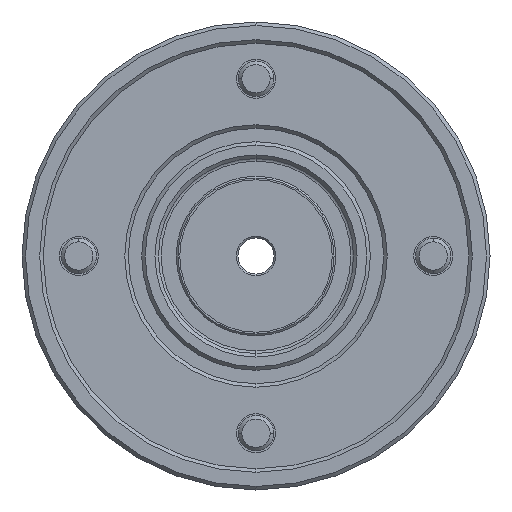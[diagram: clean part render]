
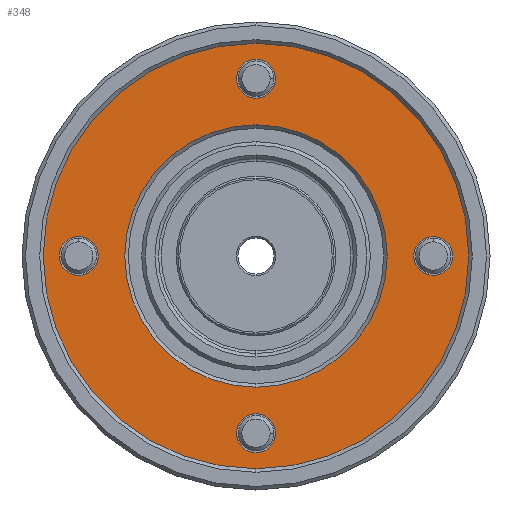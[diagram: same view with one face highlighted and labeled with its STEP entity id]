
A CAD part, left-side view. The second image highlights one B-rep face of the part: STEP entity #348.
In plain terms, the highlighted planar face has unit normal (-1, 0, 0).
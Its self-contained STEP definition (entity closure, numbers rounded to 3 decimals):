
#71 = DIRECTION ( 'NONE',  ( 1., 0., 0. ) ) ;
#155 = VERTEX_POINT ( 'NONE', #3262 ) ;
#214 = ORIENTED_EDGE ( 'NONE', *, *, #1370, .T. ) ;
#222 = DIRECTION ( 'NONE',  ( 0., 0., 1. ) ) ;
#232 = CARTESIAN_POINT ( 'NONE',  ( 5., -50., -5.5 ) ) ;
#269 = DIRECTION ( 'NONE',  ( 0., 0., -1. ) ) ;
#271 = DIRECTION ( 'NONE',  ( 1., 0., 0. ) ) ;
#336 = AXIS2_PLACEMENT_3D ( 'NONE', #1182, #4947, #1719 ) ;
#348 = ADVANCED_FACE ( 'NONE', ( #941, #5229, #2363, #2197, #782, #6308 ), #1952, .F. ) ;
#385 = VERTEX_POINT ( 'NONE', #2922 ) ;
#496 = CARTESIAN_POINT ( 'NONE',  ( 5., 0., -37. ) ) ;
#504 = AXIS2_PLACEMENT_3D ( 'NONE', #833, #4592, #1384 ) ;
#663 = ORIENTED_EDGE ( 'NONE', *, *, #6214, .T. ) ;
#671 = AXIS2_PLACEMENT_3D ( 'NONE', #4171, #930, #4683 ) ;
#782 = FACE_BOUND ( 'NONE', #3678, .T. ) ;
#796 = VERTEX_POINT ( 'NONE', #1769 ) ;
#833 = CARTESIAN_POINT ( 'NONE',  ( 5., 0., 0. ) ) ;
#914 = VERTEX_POINT ( 'NONE', #1361 ) ;
#930 = DIRECTION ( 'NONE',  ( 1., 0., 0. ) ) ;
#934 = CIRCLE ( 'NONE', #6849, 60. ) ;
#941 = FACE_BOUND ( 'NONE', #1596, .T. ) ;
#1148 = DIRECTION ( 'NONE',  ( 1., 0., 0. ) ) ;
#1182 = CARTESIAN_POINT ( 'NONE',  ( 5., -50., 0. ) ) ;
#1226 = CIRCLE ( 'NONE', #6622, 5.5 ) ;
#1253 = CARTESIAN_POINT ( 'NONE',  ( 5., 0., 37. ) ) ;
#1268 = CARTESIAN_POINT ( 'NONE',  ( 5., 50., 5.5 ) ) ;
#1310 = CIRCLE ( 'NONE', #504, 60. ) ;
#1345 = CARTESIAN_POINT ( 'NONE',  ( 5., 36., 0. ) ) ;
#1361 = CARTESIAN_POINT ( 'NONE',  ( 5., 0., -55.5 ) ) ;
#1370 = EDGE_CURVE ( 'NONE', #2092, #3207, #2826, .T. ) ;
#1384 = DIRECTION ( 'NONE',  ( 0., 0., 1. ) ) ;
#1527 = ORIENTED_EDGE ( 'NONE', *, *, #4210, .T. ) ;
#1596 = EDGE_LOOP ( 'NONE', ( #2397, #2104 ) ) ;
#1607 = CARTESIAN_POINT ( 'NONE',  ( 5., 0., 0. ) ) ;
#1652 = CARTESIAN_POINT ( 'NONE',  ( 5., 0., 50. ) ) ;
#1719 = DIRECTION ( 'NONE',  ( 0., 0., -1. ) ) ;
#1762 = ORIENTED_EDGE ( 'NONE', *, *, #5059, .T. ) ;
#1764 = EDGE_CURVE ( 'NONE', #6570, #796, #1310, .T. ) ;
#1769 = CARTESIAN_POINT ( 'NONE',  ( 5., 0., -60. ) ) ;
#1864 = DIRECTION ( 'NONE',  ( 1., 0., 0. ) ) ;
#1950 = EDGE_CURVE ( 'NONE', #2479, #914, #1226, .T. ) ;
#1952 = PLANE ( 'NONE',  #2015 ) ;
#2015 = AXIS2_PLACEMENT_3D ( 'NONE', #1345, #271, #2941 ) ;
#2067 = DIRECTION ( 'NONE',  ( 1., 0., 0. ) ) ;
#2092 = VERTEX_POINT ( 'NONE', #1268 ) ;
#2104 = ORIENTED_EDGE ( 'NONE', *, *, #3210, .T. ) ;
#2147 = DIRECTION ( 'NONE',  ( 0., 0., -1. ) ) ;
#2166 = EDGE_CURVE ( 'NONE', #385, #2181, #6839, .T. ) ;
#2181 = VERTEX_POINT ( 'NONE', #6711 ) ;
#2189 = DIRECTION ( 'NONE',  ( 0., 0., -1. ) ) ;
#2197 = FACE_BOUND ( 'NONE', #3380, .T. ) ;
#2363 = FACE_BOUND ( 'NONE', #4189, .T. ) ;
#2397 = ORIENTED_EDGE ( 'NONE', *, *, #2166, .T. ) ;
#2427 = AXIS2_PLACEMENT_3D ( 'NONE', #3265, #71, #3815 ) ;
#2479 = VERTEX_POINT ( 'NONE', #5344 ) ;
#2558 = AXIS2_PLACEMENT_3D ( 'NONE', #6733, #6056, #2947 ) ;
#2637 = ORIENTED_EDGE ( 'NONE', *, *, #1764, .T. ) ;
#2826 = CIRCLE ( 'NONE', #2558, 5.5 ) ;
#2856 = CIRCLE ( 'NONE', #2427, 5.5 ) ;
#2922 = CARTESIAN_POINT ( 'NONE',  ( 5., 0., 44.5 ) ) ;
#2941 = DIRECTION ( 'NONE',  ( 0., 0., -1. ) ) ;
#2942 = ORIENTED_EDGE ( 'NONE', *, *, #3762, .T. ) ;
#2947 = DIRECTION ( 'NONE',  ( 0., 0., -1. ) ) ;
#3207 = VERTEX_POINT ( 'NONE', #6464 ) ;
#3210 = EDGE_CURVE ( 'NONE', #2181, #385, #5393, .T. ) ;
#3262 = CARTESIAN_POINT ( 'NONE',  ( 5., -50., 5.5 ) ) ;
#3265 = CARTESIAN_POINT ( 'NONE',  ( 5., 50., 0. ) ) ;
#3285 = CIRCLE ( 'NONE', #671, 5.5 ) ;
#3332 = AXIS2_PLACEMENT_3D ( 'NONE', #6699, #3481, #269 ) ;
#3380 = EDGE_LOOP ( 'NONE', ( #6285, #214 ) ) ;
#3432 = DIRECTION ( 'NONE',  ( -1., 0., 0. ) ) ;
#3481 = DIRECTION ( 'NONE',  ( 1., 0., 0. ) ) ;
#3678 = EDGE_LOOP ( 'NONE', ( #663, #1762 ) ) ;
#3754 = VERTEX_POINT ( 'NONE', #1253 ) ;
#3762 = EDGE_CURVE ( 'NONE', #796, #6570, #934, .T. ) ;
#3815 = DIRECTION ( 'NONE',  ( 0., 0., -1. ) ) ;
#3989 = ORIENTED_EDGE ( 'NONE', *, *, #1950, .T. ) ;
#4149 = ORIENTED_EDGE ( 'NONE', *, *, #5857, .T. ) ;
#4171 = CARTESIAN_POINT ( 'NONE',  ( 5., -50., 0. ) ) ;
#4189 = EDGE_LOOP ( 'NONE', ( #4149, #3989 ) ) ;
#4210 = EDGE_CURVE ( 'NONE', #5796, #155, #6091, .T. ) ;
#4364 = CARTESIAN_POINT ( 'NONE',  ( 5., 0., 0. ) ) ;
#4563 = CIRCLE ( 'NONE', #4972, 37. ) ;
#4592 = DIRECTION ( 'NONE',  ( -1., 0., 0. ) ) ;
#4683 = DIRECTION ( 'NONE',  ( 0., 0., -1. ) ) ;
#4901 = DIRECTION ( 'NONE',  ( 0., 0., -1. ) ) ;
#4947 = DIRECTION ( 'NONE',  ( 1., 0., 0. ) ) ;
#4972 = AXIS2_PLACEMENT_3D ( 'NONE', #4364, #1148, #4901 ) ;
#5059 = EDGE_CURVE ( 'NONE', #6180, #3754, #4563, .T. ) ;
#5102 = CARTESIAN_POINT ( 'NONE',  ( 5., 0., 50. ) ) ;
#5132 = CIRCLE ( 'NONE', #6074, 37. ) ;
#5217 = CIRCLE ( 'NONE', #3332, 5.5 ) ;
#5229 = FACE_BOUND ( 'NONE', #5462, .T. ) ;
#5288 = CARTESIAN_POINT ( 'NONE',  ( 5., 0., -50. ) ) ;
#5344 = CARTESIAN_POINT ( 'NONE',  ( 5., 0., -44.5 ) ) ;
#5364 = DIRECTION ( 'NONE',  ( 1., 0., 0. ) ) ;
#5393 = CIRCLE ( 'NONE', #6766, 5.5 ) ;
#5414 = DIRECTION ( 'NONE',  ( 1., 0., 0. ) ) ;
#5462 = EDGE_LOOP ( 'NONE', ( #1527, #6269 ) ) ;
#5620 = DIRECTION ( 'NONE',  ( 0., 0., -1. ) ) ;
#5786 = EDGE_LOOP ( 'NONE', ( #2637, #2942 ) ) ;
#5796 = VERTEX_POINT ( 'NONE', #232 ) ;
#5821 = DIRECTION ( 'NONE',  ( 0., 0., -1. ) ) ;
#5857 = EDGE_CURVE ( 'NONE', #914, #2479, #5217, .T. ) ;
#6033 = EDGE_CURVE ( 'NONE', #155, #5796, #3285, .T. ) ;
#6056 = DIRECTION ( 'NONE',  ( 1., 0., 0. ) ) ;
#6074 = AXIS2_PLACEMENT_3D ( 'NONE', #1607, #5364, #2147 ) ;
#6091 = CIRCLE ( 'NONE', #336, 5.5 ) ;
#6124 = AXIS2_PLACEMENT_3D ( 'NONE', #5102, #1864, #5620 ) ;
#6180 = VERTEX_POINT ( 'NONE', #496 ) ;
#6214 = EDGE_CURVE ( 'NONE', #3754, #6180, #5132, .T. ) ;
#6269 = ORIENTED_EDGE ( 'NONE', *, *, #6033, .T. ) ;
#6285 = ORIENTED_EDGE ( 'NONE', *, *, #6809, .T. ) ;
#6308 = FACE_OUTER_BOUND ( 'NONE', #5786, .T. ) ;
#6464 = CARTESIAN_POINT ( 'NONE',  ( 5., 50., -5.5 ) ) ;
#6570 = VERTEX_POINT ( 'NONE', #6791 ) ;
#6622 = AXIS2_PLACEMENT_3D ( 'NONE', #5288, #2067, #5821 ) ;
#6633 = CARTESIAN_POINT ( 'NONE',  ( 5., 0., 0. ) ) ;
#6699 = CARTESIAN_POINT ( 'NONE',  ( 5., 0., -50. ) ) ;
#6711 = CARTESIAN_POINT ( 'NONE',  ( 5., 0., 55.5 ) ) ;
#6733 = CARTESIAN_POINT ( 'NONE',  ( 5., 50., 0. ) ) ;
#6766 = AXIS2_PLACEMENT_3D ( 'NONE', #1652, #5414, #2189 ) ;
#6791 = CARTESIAN_POINT ( 'NONE',  ( 5., 0., 60. ) ) ;
#6809 = EDGE_CURVE ( 'NONE', #3207, #2092, #2856, .T. ) ;
#6839 = CIRCLE ( 'NONE', #6124, 5.5 ) ;
#6849 = AXIS2_PLACEMENT_3D ( 'NONE', #6633, #3432, #222 ) ;
